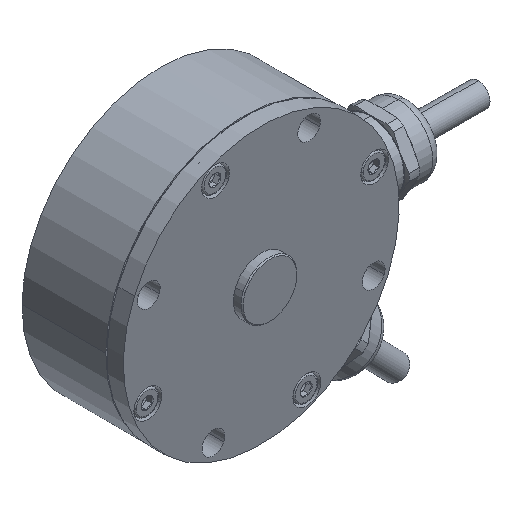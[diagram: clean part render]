
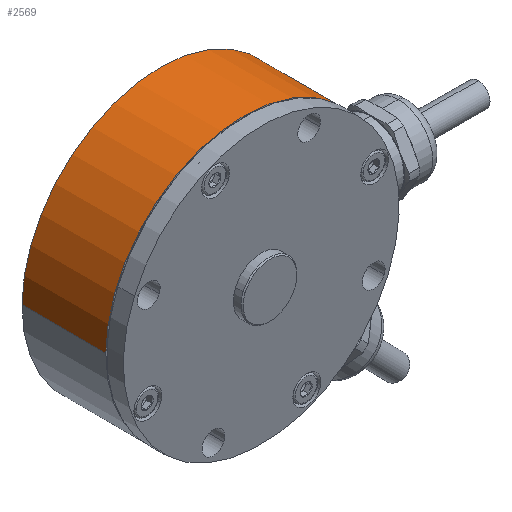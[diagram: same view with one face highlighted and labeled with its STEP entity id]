
A CAD part, isometric view. The second image highlights one B-rep face of the part: STEP entity #2569.
In plain terms, the highlighted cylindrical face has radius 39.5 mm (diameter 79 mm), a partial arc.
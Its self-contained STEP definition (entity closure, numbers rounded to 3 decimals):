
#1 = CARTESIAN_POINT ( 'NONE',  ( 41.032, 7.945, 2.679 ) ) ;
#374 = CARTESIAN_POINT ( 'NONE',  ( 1.534, -14.055, 3.07 ) ) ;
#451 = CARTESIAN_POINT ( 'NONE',  ( 41.032, -12.055, 2.679 ) ) ;
#499 = CARTESIAN_POINT ( 'NONE',  ( 40.504, -9.355, 9.526 ) ) ;
#698 = ORIENTED_EDGE ( 'NONE', *, *, #3603, .T. ) ;
#757 = CARTESIAN_POINT ( 'NONE',  ( 39.929, -4.66, 12.35 ) ) ;
#796 = CARTESIAN_POINT ( 'NONE',  ( 40.305, 4.032, 10.627 ) ) ;
#828 = CARTESIAN_POINT ( 'NONE',  ( 41.035, 7.929, 3.341 ) ) ;
#848 = FACE_OUTER_BOUND ( 'NONE', #6742, .T. ) ;
#1220 = EDGE_CURVE ( 'NONE', #7947, #9647, #3097, .T. ) ;
#1380 = CARTESIAN_POINT ( 'NONE',  ( 40.306, -8.165, 10.63 ) ) ;
#1534 = DIRECTION ( 'NONE',  ( 0., -1., 0. ) ) ;
#1643 = CARTESIAN_POINT ( 'NONE',  ( 39.861, -3.369, 12.626 ) ) ;
#1675 = CARTESIAN_POINT ( 'NONE',  ( 40.424, 4.781, 9.991 ) ) ;
#1721 = CARTESIAN_POINT ( 'NONE',  ( 41.032, 7.945, 2.679 ) ) ;
#1924 = VERTEX_POINT ( 'NONE', #1 ) ;
#2199 = CARTESIAN_POINT ( 'NONE',  ( 40.99, -11.798, 4.956 ) ) ;
#2250 = CARTESIAN_POINT ( 'NONE',  ( 40.157, -7.064, 11.349 ) ) ;
#2514 = CARTESIAN_POINT ( 'NONE',  ( 39.844, -1.409, 12.692 ) ) ;
#2548 = CARTESIAN_POINT ( 'NONE',  ( 40.621, 5.888, 8.793 ) ) ;
#2569 = ADVANCED_FACE ( 'NONE', ( #848 ), #4601, .T. ) ;
#2901 = LINE ( 'NONE', #10591, #5572 ) ;
#3069 = ORIENTED_EDGE ( 'NONE', *, *, #6103, .F. ) ;
#3097 = CIRCLE ( 'NONE', #9158, 39.5 ) ;
#3105 = CARTESIAN_POINT ( 'NONE',  ( 40.934, -11.527, 5.904 ) ) ;
#3401 = CARTESIAN_POINT ( 'NONE',  ( 39.924, 0.541, 12.37 ) ) ;
#3405 = DIRECTION ( 'NONE',  ( 0., 1., 0. ) ) ;
#3436 = CARTESIAN_POINT ( 'NONE',  ( 40.763, 6.6, 7.702 ) ) ;
#3603 = EDGE_CURVE ( 'NONE', #1924, #7947, #2901, .T. ) ;
#3778 = AXIS2_PLACEMENT_3D ( 'NONE', #5200, #12315, #6205 ) ;
#4097 = CARTESIAN_POINT ( 'NONE',  ( 40.83, -11.038, 7.124 ) ) ;
#4291 = CARTESIAN_POINT ( 'NONE',  ( 41.032, -12.055, 2.679 ) ) ;
#4435 = CARTESIAN_POINT ( 'NONE',  ( 40.057, 2.076, 11.802 ) ) ;
#4491 = CARTESIAN_POINT ( 'NONE',  ( 40.856, 7.052, 6.824 ) ) ;
#4601 = CYLINDRICAL_SURFACE ( 'NONE', #12554, 39.5 ) ;
#4763 = CARTESIAN_POINT ( 'NONE',  ( 41.032, -14.055, 2.679 ) ) ;
#5145 = CARTESIAN_POINT ( 'NONE',  ( 40.658, -10.186, 8.513 ) ) ;
#5200 = CARTESIAN_POINT ( 'NONE',  ( 1.534, -14.055, 3.07 ) ) ;
#5451 = CARTESIAN_POINT ( 'NONE',  ( 40.058, -6.195, 11.797 ) ) ;
#5496 = CARTESIAN_POINT ( 'NONE',  ( 40.157, 2.952, 11.35 ) ) ;
#5534 = CARTESIAN_POINT ( 'NONE',  ( 40.977, 7.619, 5.295 ) ) ;
#5572 = VECTOR ( 'NONE', #3405, 1000. ) ;
#5759 = ORIENTED_EDGE ( 'NONE', *, *, #11710, .T. ) ;
#6103 = EDGE_CURVE ( 'NONE', #11174, #9647, #6179, .T. ) ;
#6118 = CARTESIAN_POINT ( 'NONE',  ( -37.964, 9.945, 3.461 ) ) ;
#6121 = CARTESIAN_POINT ( 'NONE',  ( 41.039, -12.055, 3.342 ) ) ;
#6161 = CARTESIAN_POINT ( 'NONE',  ( 40.543, -9.574, 9.285 ) ) ;
#6179 = LINE ( 'NONE', #11235, #11307 ) ;
#6205 = DIRECTION ( 'NONE',  ( -1., 0., 0.01 ) ) ;
#6459 = CARTESIAN_POINT ( 'NONE',  ( 39.974, -5.288, 12.159 ) ) ;
#6499 = CARTESIAN_POINT ( 'NONE',  ( 40.267, 3.771, 10.821 ) ) ;
#6548 = CARTESIAN_POINT ( 'NONE',  ( 41.025, 7.863, 4. ) ) ;
#6742 = EDGE_LOOP ( 'NONE', ( #9054, #5759, #10386, #698, #12659, #3069 ) ) ;
#6758 = CARTESIAN_POINT ( 'NONE',  ( 41.032, -14.055, 2.679 ) ) ;
#7190 = CARTESIAN_POINT ( 'NONE',  ( 40.385, -8.666, 10.216 ) ) ;
#7369 = CARTESIAN_POINT ( 'NONE',  ( 1.534, 9.945, 3.07 ) ) ;
#7480 = CARTESIAN_POINT ( 'NONE',  ( 39.909, -4.338, 12.432 ) ) ;
#7532 = CARTESIAN_POINT ( 'NONE',  ( 40.383, 4.537, 10.213 ) ) ;
#7575 = CARTESIAN_POINT ( 'NONE',  ( 41.035, 7.945, 3.011 ) ) ;
#7774 = DIRECTION ( 'NONE',  ( 0., 1., 0. ) ) ;
#7947 = VERTEX_POINT ( 'NONE', #11393 ) ;
#8020 = VERTEX_POINT ( 'NONE', #4291 ) ;
#8029 = VECTOR ( 'NONE', #7774, 1000. ) ;
#8031 = DIRECTION ( 'NONE',  ( 0., 1., 0. ) ) ;
#8172 = CARTESIAN_POINT ( 'NONE',  ( 41.028, -11.99, 3.994 ) ) ;
#8221 = CARTESIAN_POINT ( 'NONE',  ( 40.193, -7.346, 11.179 ) ) ;
#8348 = LINE ( 'NONE', #6758, #8029 ) ;
#8382 = DIRECTION ( 'NONE',  ( -1., 0., 0.01 ) ) ;
#8509 = CARTESIAN_POINT ( 'NONE',  ( 39.845, -2.719, 12.691 ) ) ;
#8551 = CARTESIAN_POINT ( 'NONE',  ( 40.543, 5.476, 9.296 ) ) ;
#9054 = ORIENTED_EDGE ( 'NONE', *, *, #12377, .T. ) ;
#9158 = AXIS2_PLACEMENT_3D ( 'NONE', #7369, #1534, #8382 ) ;
#9175 = CARTESIAN_POINT ( 'NONE',  ( 40.974, -11.718, 5.274 ) ) ;
#9238 = B_SPLINE_CURVE_WITH_KNOTS ( 'NONE', 3,
 ( #451, #6121, #8172, #2199, #9175, #3105, #10219, #4097, #11260, #5145, #12259, #6161, #499, #7190, #1380, #8221, #2250, #11588, #5451, #12565, #6459, #757, #7480, #1643, #8509, #2514, #9518, #3401, #10586, #4435, #11627, #5496, #12623, #6499, #796, #7532, #1675, #8551, #2548, #9570, #3436, #10633, #4491, #11665, #5534, #12669, #6548, #828, #7575, #1721 ),
 .UNSPECIFIED., .F., .F.,
 ( 4, 2, 2, 2, 2, 2, 2, 2, 2, 2, 2, 2, 2, 2, 2, 2, 2, 2, 2, 2, 2, 2, 2, 2, 4 ),
 ( 0., 0.002, 0.003, 0.004, 0.006, 0.007, 0.008, 0.01, 0.011, 0.012, 0.013, 0.014, 0.016, 0.018, 0.02, 0.021, 0.022, 0.023, 0.024, 0.025, 0.026, 0.027, 0.029, 0.03, 0.031 ),
 .UNSPECIFIED. ) ;
#9425 = EDGE_CURVE ( 'NONE', #8020, #1924, #9238, .T. ) ;
#9518 = CARTESIAN_POINT ( 'NONE',  ( 39.861, -0.743, 12.626 ) ) ;
#9570 = CARTESIAN_POINT ( 'NONE',  ( 40.728, 6.431, 7.982 ) ) ;
#9588 = VERTEX_POINT ( 'NONE', #4763 ) ;
#9647 = VERTEX_POINT ( 'NONE', #6118 ) ;
#9736 = CARTESIAN_POINT ( 'NONE',  ( -37.964, -14.055, 3.461 ) ) ;
#10219 = CARTESIAN_POINT ( 'NONE',  ( 40.91, -11.415, 6.216 ) ) ;
#10386 = ORIENTED_EDGE ( 'NONE', *, *, #9425, .T. ) ;
#10586 = CARTESIAN_POINT ( 'NONE',  ( 39.97, 1.166, 12.18 ) ) ;
#10591 = CARTESIAN_POINT ( 'NONE',  ( 41.032, -14.055, 2.679 ) ) ;
#10633 = CARTESIAN_POINT ( 'NONE',  ( 40.827, 6.911, 7.122 ) ) ;
#11174 = VERTEX_POINT ( 'NONE', #9736 ) ;
#11235 = CARTESIAN_POINT ( 'NONE',  ( -37.964, -14.055, 3.461 ) ) ;
#11260 = CARTESIAN_POINT ( 'NONE',  ( 40.766, -10.73, 7.698 ) ) ;
#11307 = VECTOR ( 'NONE', #12196, 1000. ) ;
#11393 = CARTESIAN_POINT ( 'NONE',  ( 41.032, 9.945, 2.679 ) ) ;
#11527 = CIRCLE ( 'NONE', #3778, 39.5 ) ;
#11588 = CARTESIAN_POINT ( 'NONE',  ( 40.09, -6.489, 11.658 ) ) ;
#11627 = CARTESIAN_POINT ( 'NONE',  ( 40.089, 2.375, 11.66 ) ) ;
#11665 = CARTESIAN_POINT ( 'NONE',  ( 40.936, 7.429, 5.918 ) ) ;
#11710 = EDGE_CURVE ( 'NONE', #9588, #8020, #8348, .T. ) ;
#12179 = DIRECTION ( 'NONE',  ( -1., 0., 0.01 ) ) ;
#12196 = DIRECTION ( 'NONE',  ( 0., 1., 0. ) ) ;
#12259 = CARTESIAN_POINT ( 'NONE',  ( 40.62, -9.99, 8.778 ) ) ;
#12315 = DIRECTION ( 'NONE',  ( 0., 1., 0. ) ) ;
#12377 = EDGE_CURVE ( 'NONE', #11174, #9588, #11527, .T. ) ;
#12554 = AXIS2_PLACEMENT_3D ( 'NONE', #374, #8031, #12179 ) ;
#12565 = CARTESIAN_POINT ( 'NONE',  ( 40.001, -5.594, 12.048 ) ) ;
#12623 = CARTESIAN_POINT ( 'NONE',  ( 40.192, 3.231, 11.183 ) ) ;
#12659 = ORIENTED_EDGE ( 'NONE', *, *, #1220, .T. ) ;
#12669 = CARTESIAN_POINT ( 'NONE',  ( 41.015, 7.814, 4.328 ) ) ;
